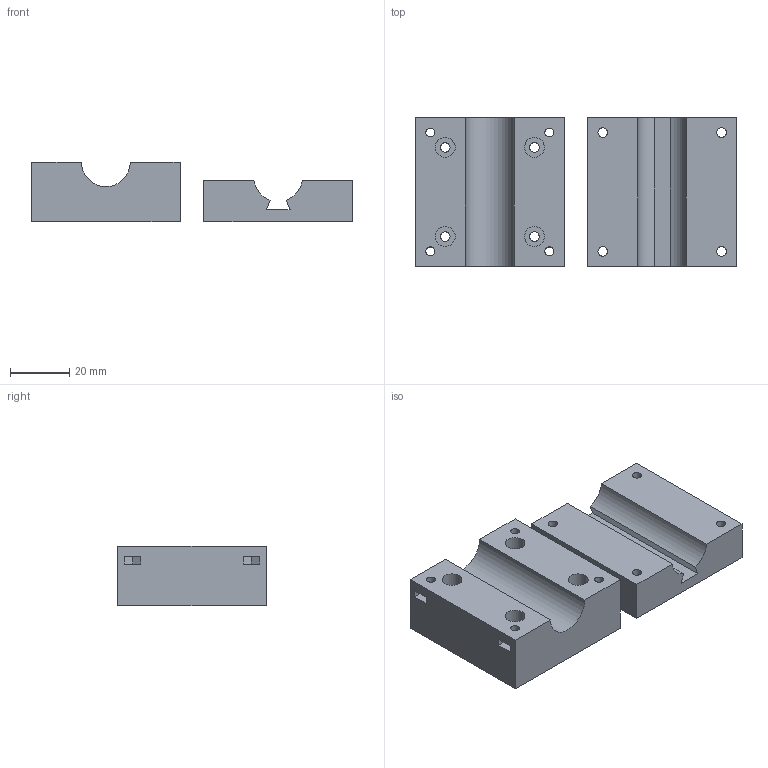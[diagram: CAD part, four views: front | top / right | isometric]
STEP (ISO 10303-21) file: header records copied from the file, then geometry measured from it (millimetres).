
FILE_DESCRIPTION(/* description */ (''),/* implementation_level */ '2;1');
FILE_NAME(/* name */ '',/* time_stamp */ '2025-11-29T17:03:10+09:00',/* author */ (''),/* organization */ (''),/* preprocessor_version */ 'ST-DEVELOPER v20.1',/* originating_system */ 'Autodesk Translation Framework v14.21.0.0',/* authorisation */ '');
FILE_SCHEMA (('AUTOMOTIVE_DESIGN { 1 0 10303 214 3 1 1 }'));
Length unit declared in the file: millimetre
Products named in the file (4): Waffle_PI_faceベース; コンポーネント4; コンポーネント3; コンポーネント1
Assembly tree (3 placements, depth 3):
  Waffle_PI_faceベース
    コンポーネント4
      コンポーネント3
      コンポーネント1
Bounding box: 108 x 50 x 20 mm (x, y, z)
Volume: 69592.9 mm3; surface area: 21013.4 mm2
Topology: 2 solids, 2 shells, 76 faces, 180 edges, 120 vertices
Faces by surface type: plane 49, cylinder 27
Full cylindrical faces by diameter (mm): 3 x8, 3.2 x8, 6.7 x4, 6.8 x4
Entity records: 2374 total; most frequent: DIRECTION 400, CARTESIAN_POINT 383, ORIENTED_EDGE 360, EDGE_CURVE 180, AXIS2_PLACEMENT_3D 137, LINE 126, VECTOR 126, EDGE_LOOP 120
